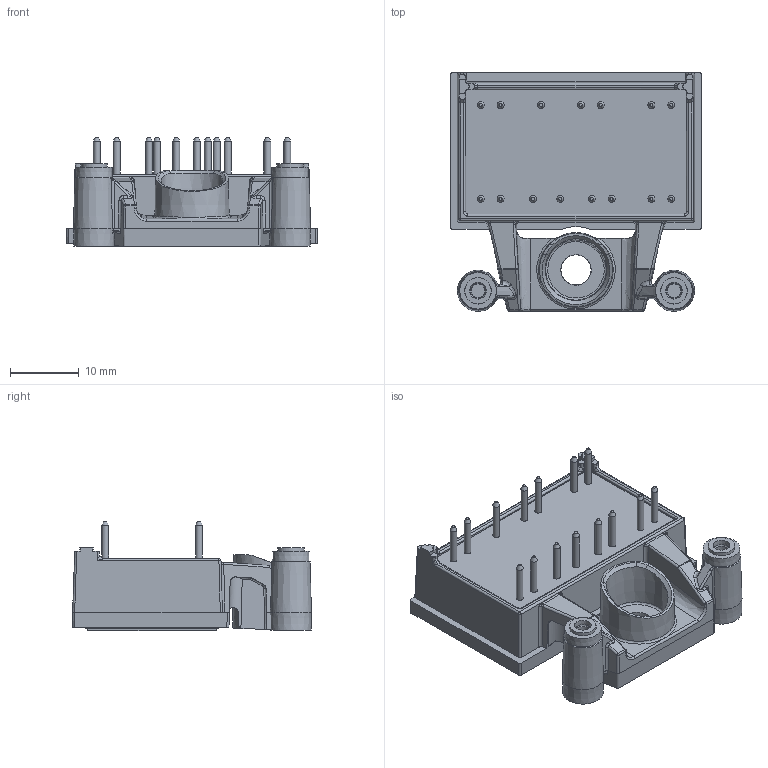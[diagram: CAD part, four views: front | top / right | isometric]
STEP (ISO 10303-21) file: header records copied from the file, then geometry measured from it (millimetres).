
FILE_DESCRIPTION(/* description */ ('Unknown'),/* implementation_level */ '2;1');
FILE_NAME(/* name */ 'Flow0B-2T12W-M990(150)-01-OL',/* time_stamp */ '2017-01-24T17:21:48+01:00',/* author */ ('Unknown'),/* organization */ ('Unknown'),/* preprocessor_version */ 'ST-DEVELOPER v16.7',/* originating_system */ 'DEX',/* authorisation */ $);
FILE_SCHEMA (('AUTOMOTIVE_DESIGN {1 0 10303 214 3 1 1}'));
Length unit declared in the file: millimetre
Products named in the file (1): FLOW0B-2T12
Bounding box: 36.6 x 34.85 x 15.98 mm (x, y, z)
Volume: 9156.8 mm3; surface area: 5340.8 mm2
Topology: 1 solids, 1 shells, 438 faces, 1088 edges, 671 vertices
Faces by surface type: plane 171, cylinder 130, bspline 77, cone 44, sphere 10, torus 6
Full cylindrical faces by diameter (mm): 1 x15
Entity records: 15793 total; most frequent: CARTESIAN_POINT 6175, ORIENTED_EDGE 2016, DIRECTION 1834, EDGE_CURVE 1008, AXIS2_PLACEMENT_3D 694, VERTEX_POINT 658, EDGE_LOOP 528, FACE_BOUND 528
